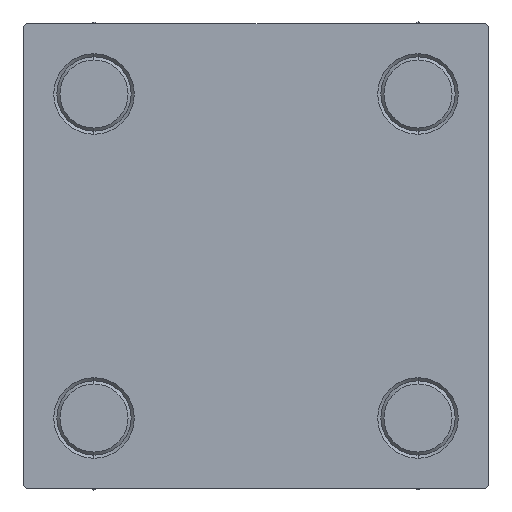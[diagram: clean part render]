
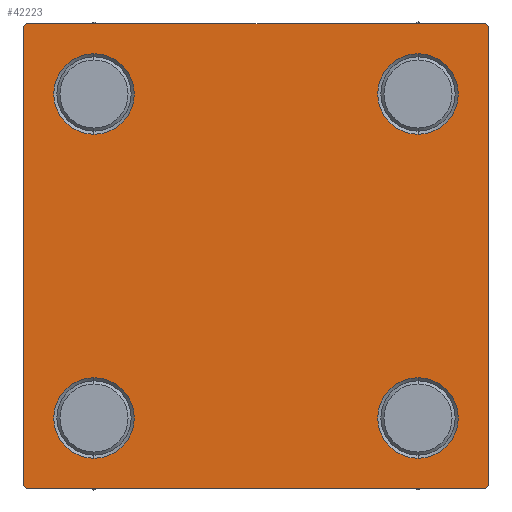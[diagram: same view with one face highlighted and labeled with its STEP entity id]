
A CAD part, left-side view. The second image highlights one B-rep face of the part: STEP entity #42223.
In plain terms, the highlighted planar face has unit normal (-1, 0, 0).
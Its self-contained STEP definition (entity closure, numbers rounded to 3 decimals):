
#714 = ORIENTED_EDGE ( 'NONE', *, *, #18438, .T. ) ;
#782 = FACE_BOUND ( 'NONE', #43191, .T. ) ;
#1237 = DIRECTION ( 'NONE',  ( 0., -1., 0. ) ) ;
#1504 = LINE ( 'NONE', #9557, #7593 ) ;
#1616 = ORIENTED_EDGE ( 'NONE', *, *, #24529, .T. ) ;
#1821 = EDGE_LOOP ( 'NONE', ( #21488, #9559, #6817, #40736, #11926, #23072, #35559, #714 ) ) ;
#1972 = VECTOR ( 'NONE', #35509, 1000. ) ;
#2314 = VECTOR ( 'NONE', #7164, 1000. ) ;
#2527 = CARTESIAN_POINT ( 'NONE',  ( 0., -26.15, -26.15 ) ) ;
#2626 = AXIS2_PLACEMENT_3D ( 'NONE', #32936, #18602, #45510 ) ;
#2821 = ORIENTED_EDGE ( 'NONE', *, *, #46942, .T. ) ;
#4448 = DIRECTION ( 'NONE',  ( 0., -0.707, -0.707 ) ) ;
#4803 = FACE_BOUND ( 'NONE', #21846, .T. ) ;
#5045 = CARTESIAN_POINT ( 'NONE',  ( 0., -26.15, -19.65 ) ) ;
#5374 = CIRCLE ( 'NONE', #20617, 6.5 ) ;
#5414 = CIRCLE ( 'NONE', #47190, 6.5 ) ;
#6817 = ORIENTED_EDGE ( 'NONE', *, *, #15298, .T. ) ;
#6964 = DIRECTION ( 'NONE',  ( 1., 0., 0. ) ) ;
#7164 = DIRECTION ( 'NONE',  ( 0., -0.707, 0.707 ) ) ;
#7319 = DIRECTION ( 'NONE',  ( 1., 0., 0. ) ) ;
#7337 = EDGE_CURVE ( 'NONE', #13288, #24249, #27994, .T. ) ;
#7593 = VECTOR ( 'NONE', #47269, 1000. ) ;
#7700 = DIRECTION ( 'NONE',  ( 0., 0., 1. ) ) ;
#7863 = DIRECTION ( 'NONE',  ( 0., 0., -1. ) ) ;
#8051 = AXIS2_PLACEMENT_3D ( 'NONE', #21562, #43959, #36645 ) ;
#8083 = CIRCLE ( 'NONE', #45799, 6.5 ) ;
#8467 = EDGE_CURVE ( 'NONE', #23595, #43134, #43944, .T. ) ;
#8560 = LINE ( 'NONE', #24377, #20155 ) ;
#8824 = PLANE ( 'NONE',  #42282 ) ;
#9557 = CARTESIAN_POINT ( 'NONE',  ( 0., -37.25, 37.25 ) ) ;
#9559 = ORIENTED_EDGE ( 'NONE', *, *, #26640, .T. ) ;
#10859 = EDGE_CURVE ( 'NONE', #42213, #13112, #40120, .T. ) ;
#11484 = CARTESIAN_POINT ( 'NONE',  ( 0., -26.15, 26.15 ) ) ;
#11926 = ORIENTED_EDGE ( 'NONE', *, *, #25084, .F. ) ;
#12612 = EDGE_CURVE ( 'NONE', #13112, #42213, #8083, .T. ) ;
#13112 = VERTEX_POINT ( 'NONE', #42349 ) ;
#13288 = VERTEX_POINT ( 'NONE', #24420 ) ;
#13471 = VERTEX_POINT ( 'NONE', #29414 ) ;
#13555 = CARTESIAN_POINT ( 'NONE',  ( 0., 26.15, 19.65 ) ) ;
#13907 = CARTESIAN_POINT ( 'NONE',  ( 0., -37., 37.5 ) ) ;
#14003 = DIRECTION ( 'NONE',  ( 0., 0., 1. ) ) ;
#14555 = EDGE_LOOP ( 'NONE', ( #27434, #2821 ) ) ;
#14700 = CARTESIAN_POINT ( 'NONE',  ( 0., -37.25, -37.25 ) ) ;
#15013 = DIRECTION ( 'NONE',  ( 1., 0., 0. ) ) ;
#15298 = EDGE_CURVE ( 'NONE', #13471, #23595, #8560, .T. ) ;
#15873 = DIRECTION ( 'NONE',  ( 0., 0., 1. ) ) ;
#16936 = VERTEX_POINT ( 'NONE', #47359 ) ;
#17576 = ORIENTED_EDGE ( 'NONE', *, *, #12612, .T. ) ;
#17658 = EDGE_LOOP ( 'NONE', ( #27976, #1616 ) ) ;
#17768 = VECTOR ( 'NONE', #4448, 1000. ) ;
#18438 = EDGE_CURVE ( 'NONE', #48440, #16936, #43296, .T. ) ;
#18602 = DIRECTION ( 'NONE',  ( 1., 0., 0. ) ) ;
#18781 = CARTESIAN_POINT ( 'NONE',  ( 0., 26.15, 26.15 ) ) ;
#19951 = CIRCLE ( 'NONE', #27996, 6.5 ) ;
#20155 = VECTOR ( 'NONE', #1237, 1000. ) ;
#20373 = FACE_BOUND ( 'NONE', #17658, .T. ) ;
#20617 = AXIS2_PLACEMENT_3D ( 'NONE', #18781, #15013, #21803 ) ;
#21488 = ORIENTED_EDGE ( 'NONE', *, *, #37304, .T. ) ;
#21562 = CARTESIAN_POINT ( 'NONE',  ( 0., -26.15, -26.15 ) ) ;
#21803 = DIRECTION ( 'NONE',  ( 0., 0., 1. ) ) ;
#21846 = EDGE_LOOP ( 'NONE', ( #29114, #17576 ) ) ;
#21968 = VERTEX_POINT ( 'NONE', #45194 ) ;
#22515 = LINE ( 'NONE', #41868, #43577 ) ;
#23072 = ORIENTED_EDGE ( 'NONE', *, *, #37708, .T. ) ;
#23595 = VERTEX_POINT ( 'NONE', #48788 ) ;
#23695 = LINE ( 'NONE', #31477, #24162 ) ;
#24151 = FACE_OUTER_BOUND ( 'NONE', #1821, .T. ) ;
#24162 = VECTOR ( 'NONE', #7863, 1000. ) ;
#24249 = VERTEX_POINT ( 'NONE', #30484 ) ;
#24377 = CARTESIAN_POINT ( 'NONE',  ( 0., 37.5, -37.5 ) ) ;
#24420 = CARTESIAN_POINT ( 'NONE',  ( 0., -26.15, 32.65 ) ) ;
#24436 = DIRECTION ( 'NONE',  ( 0., 0.707, -0.707 ) ) ;
#24529 = EDGE_CURVE ( 'NONE', #49557, #21968, #25934, .T. ) ;
#25084 = EDGE_CURVE ( 'NONE', #32014, #43134, #23695, .T. ) ;
#25791 = CARTESIAN_POINT ( 'NONE',  ( 0., 26.15, -26.15 ) ) ;
#25934 = CIRCLE ( 'NONE', #2626, 6.5 ) ;
#26290 = DIRECTION ( 'NONE',  ( 0., -1., 0. ) ) ;
#26640 = EDGE_CURVE ( 'NONE', #43856, #13471, #31098, .T. ) ;
#26759 = CARTESIAN_POINT ( 'NONE',  ( 0., 37.5, -37. ) ) ;
#26817 = CARTESIAN_POINT ( 'NONE',  ( 0., 26.15, 26.15 ) ) ;
#26827 = DIRECTION ( 'NONE',  ( 0., 0., 1. ) ) ;
#27434 = ORIENTED_EDGE ( 'NONE', *, *, #43600, .T. ) ;
#27790 = CIRCLE ( 'NONE', #29347, 6.5 ) ;
#27976 = ORIENTED_EDGE ( 'NONE', *, *, #40205, .T. ) ;
#27994 = CIRCLE ( 'NONE', #44857, 6.5 ) ;
#27996 = AXIS2_PLACEMENT_3D ( 'NONE', #26817, #42143, #37871 ) ;
#29114 = ORIENTED_EDGE ( 'NONE', *, *, #10859, .T. ) ;
#29347 = AXIS2_PLACEMENT_3D ( 'NONE', #25791, #30825, #7700 ) ;
#29414 = CARTESIAN_POINT ( 'NONE',  ( 0., 37., -37.5 ) ) ;
#29577 = EDGE_CURVE ( 'NONE', #48440, #29752, #22515, .T. ) ;
#29752 = VERTEX_POINT ( 'NONE', #13907 ) ;
#30476 = ORIENTED_EDGE ( 'NONE', *, *, #44628, .T. ) ;
#30484 = CARTESIAN_POINT ( 'NONE',  ( 0., -26.15, 19.65 ) ) ;
#30825 = DIRECTION ( 'NONE',  ( 1., 0., 0. ) ) ;
#30960 = CARTESIAN_POINT ( 'NONE',  ( 0., 0., 0. ) ) ;
#31098 = LINE ( 'NONE', #39387, #17768 ) ;
#31477 = CARTESIAN_POINT ( 'NONE',  ( 0., -37.5, 37.5 ) ) ;
#31941 = CARTESIAN_POINT ( 'NONE',  ( 0., -37.5, -37. ) ) ;
#32014 = VERTEX_POINT ( 'NONE', #40924 ) ;
#32923 = CARTESIAN_POINT ( 'NONE',  ( 0., 37., 37.5 ) ) ;
#32936 = CARTESIAN_POINT ( 'NONE',  ( 0., 26.15, -26.15 ) ) ;
#35509 = DIRECTION ( 'NONE',  ( 0., 0., -1. ) ) ;
#35559 = ORIENTED_EDGE ( 'NONE', *, *, #29577, .F. ) ;
#35754 = LINE ( 'NONE', #38557, #1972 ) ;
#36645 = DIRECTION ( 'NONE',  ( 0., 0., 1. ) ) ;
#37304 = EDGE_CURVE ( 'NONE', #16936, #43856, #35754, .T. ) ;
#37708 = EDGE_CURVE ( 'NONE', #32014, #29752, #1504, .T. ) ;
#37871 = DIRECTION ( 'NONE',  ( 0., 0., 1. ) ) ;
#38557 = CARTESIAN_POINT ( 'NONE',  ( 0., 37.5, 37.5 ) ) ;
#39387 = CARTESIAN_POINT ( 'NONE',  ( 0., 37.25, -37.25 ) ) ;
#39526 = CARTESIAN_POINT ( 'NONE',  ( 0., 37.25, 37.25 ) ) ;
#40120 = CIRCLE ( 'NONE', #8051, 6.5 ) ;
#40205 = EDGE_CURVE ( 'NONE', #21968, #49557, #27790, .T. ) ;
#40736 = ORIENTED_EDGE ( 'NONE', *, *, #8467, .T. ) ;
#40743 = DIRECTION ( 'NONE',  ( 0., 0., 1. ) ) ;
#40756 = VERTEX_POINT ( 'NONE', #13555 ) ;
#40924 = CARTESIAN_POINT ( 'NONE',  ( 0., -37.5, 37. ) ) ;
#41398 = CARTESIAN_POINT ( 'NONE',  ( 0., -26.15, 26.15 ) ) ;
#41868 = CARTESIAN_POINT ( 'NONE',  ( 0., 37.5, 37.5 ) ) ;
#42143 = DIRECTION ( 'NONE',  ( 1., 0., 0. ) ) ;
#42213 = VERTEX_POINT ( 'NONE', #5045 ) ;
#42223 = ADVANCED_FACE ( 'NONE', ( #782, #4803, #20373, #47034, #24151 ), #8824, .T. ) ;
#42282 = AXIS2_PLACEMENT_3D ( 'NONE', #30960, #46795, #15873 ) ;
#42349 = CARTESIAN_POINT ( 'NONE',  ( 0., -26.15, -32.65 ) ) ;
#43134 = VERTEX_POINT ( 'NONE', #31941 ) ;
#43191 = EDGE_LOOP ( 'NONE', ( #47216, #30476 ) ) ;
#43296 = LINE ( 'NONE', #39526, #44360 ) ;
#43379 = VERTEX_POINT ( 'NONE', #45252 ) ;
#43577 = VECTOR ( 'NONE', #26290, 1000. ) ;
#43600 = EDGE_CURVE ( 'NONE', #43379, #40756, #5374, .T. ) ;
#43856 = VERTEX_POINT ( 'NONE', #26759 ) ;
#43944 = LINE ( 'NONE', #14700, #2314 ) ;
#43959 = DIRECTION ( 'NONE',  ( 1., 0., 0. ) ) ;
#44360 = VECTOR ( 'NONE', #24436, 1000. ) ;
#44628 = EDGE_CURVE ( 'NONE', #24249, #13288, #5414, .T. ) ;
#44686 = CARTESIAN_POINT ( 'NONE',  ( 0., 26.15, -32.65 ) ) ;
#44857 = AXIS2_PLACEMENT_3D ( 'NONE', #11484, #46425, #26827 ) ;
#45194 = CARTESIAN_POINT ( 'NONE',  ( 0., 26.15, -19.65 ) ) ;
#45252 = CARTESIAN_POINT ( 'NONE',  ( 0., 26.15, 32.65 ) ) ;
#45510 = DIRECTION ( 'NONE',  ( 0., 0., 1. ) ) ;
#45799 = AXIS2_PLACEMENT_3D ( 'NONE', #2527, #7319, #40743 ) ;
#46425 = DIRECTION ( 'NONE',  ( 1., 0., 0. ) ) ;
#46795 = DIRECTION ( 'NONE',  ( -1., 0., 0. ) ) ;
#46942 = EDGE_CURVE ( 'NONE', #40756, #43379, #19951, .T. ) ;
#47034 = FACE_BOUND ( 'NONE', #14555, .T. ) ;
#47190 = AXIS2_PLACEMENT_3D ( 'NONE', #41398, #6964, #14003 ) ;
#47216 = ORIENTED_EDGE ( 'NONE', *, *, #7337, .T. ) ;
#47269 = DIRECTION ( 'NONE',  ( 0., 0.707, 0.707 ) ) ;
#47359 = CARTESIAN_POINT ( 'NONE',  ( 0., 37.5, 37. ) ) ;
#48440 = VERTEX_POINT ( 'NONE', #32923 ) ;
#48788 = CARTESIAN_POINT ( 'NONE',  ( 0., -37., -37.5 ) ) ;
#49557 = VERTEX_POINT ( 'NONE', #44686 ) ;
